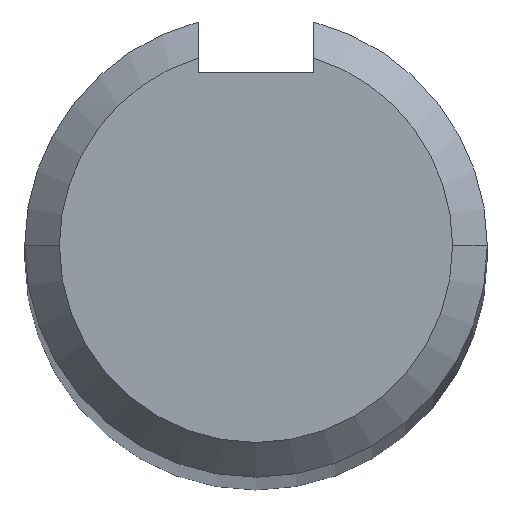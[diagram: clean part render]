
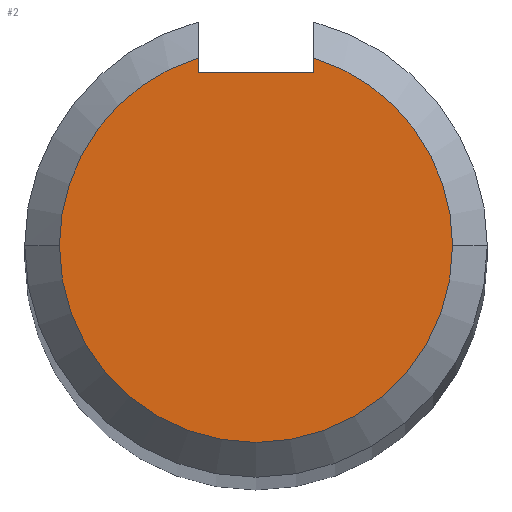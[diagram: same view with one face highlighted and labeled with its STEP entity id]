
A CAD part, top view. The second image highlights one B-rep face of the part: STEP entity #2.
In plain terms, the highlighted planar face has unit normal (0, 0, 1).
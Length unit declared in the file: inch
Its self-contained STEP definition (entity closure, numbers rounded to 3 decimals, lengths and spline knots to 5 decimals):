
#2 = ADVANCED_FACE ( 'NONE', ( #365 ), #302, .T. ) ;
#20 = CARTESIAN_POINT ( 'NONE',  ( 0.04688, 0.15233, 3. ) ) ;
#22 = CARTESIAN_POINT ( 'NONE',  ( 0., 0., 3. ) ) ;
#23 = DIRECTION ( 'NONE',  ( 0., 0., 1. ) ) ;
#24 = DIRECTION ( 'NONE',  ( 1., 0., 0. ) ) ;
#28 = DIRECTION ( 'NONE',  ( 0., 1., 0. ) ) ;
#45 = DIRECTION ( 'NONE',  ( 1., 0., 0. ) ) ;
#46 = CARTESIAN_POINT ( 'NONE',  ( -0.04688, 0.14063, 3. ) ) ;
#53 = DIRECTION ( 'NONE',  ( 0., -1., 0. ) ) ;
#62 = DIRECTION ( 'NONE',  ( 0., 0., 1. ) ) ;
#63 = DIRECTION ( 'NONE',  ( 1., 0., 0. ) ) ;
#81 = CARTESIAN_POINT ( 'NONE',  ( -0.04688, 0.1875, 3. ) ) ;
#86 = VECTOR ( 'NONE', #53, 39.37008 ) ;
#95 = EDGE_CURVE ( 'NONE', #214, #223, #469, .T. ) ;
#98 = EDGE_CURVE ( 'NONE', #216, #169, #463, .T. ) ;
#100 = EDGE_CURVE ( 'NONE', #169, #164, #346, .T. ) ;
#102 = EDGE_CURVE ( 'NONE', #214, #216, #345, .T. ) ;
#110 = EDGE_CURVE ( 'NONE', #219, #164, #263, .T. ) ;
#123 = EDGE_CURVE ( 'NONE', #223, #219, #341, .T. ) ;
#127 = AXIS2_PLACEMENT_3D ( 'NONE', #440, #441, #45 ) ;
#129 = AXIS2_PLACEMENT_3D ( 'NONE', #261, #62, #63 ) ;
#132 = AXIS2_PLACEMENT_3D ( 'NONE', #301, #300, #299 ) ;
#148 = ORIENTED_EDGE ( 'NONE', *, *, #100, .F. ) ;
#154 = EDGE_LOOP ( 'NONE', ( #181, #179, #204, #191, #148, #186 ) ) ;
#164 = VERTEX_POINT ( 'NONE', #20 ) ;
#169 = VERTEX_POINT ( 'NONE', #357 ) ;
#179 = ORIENTED_EDGE ( 'NONE', *, *, #95, .T. ) ;
#181 = ORIENTED_EDGE ( 'NONE', *, *, #102, .F. ) ;
#186 = ORIENTED_EDGE ( 'NONE', *, *, #98, .F. ) ;
#191 = ORIENTED_EDGE ( 'NONE', *, *, #110, .T. ) ;
#202 = VECTOR ( 'NONE', #382, 39.37008 ) ;
#204 = ORIENTED_EDGE ( 'NONE', *, *, #123, .T. ) ;
#214 = VERTEX_POINT ( 'NONE', #358 ) ;
#216 = VERTEX_POINT ( 'NONE', #448 ) ;
#219 = VERTEX_POINT ( 'NONE', #446 ) ;
#223 = VERTEX_POINT ( 'NONE', #443 ) ;
#233 = AXIS2_PLACEMENT_3D ( 'NONE', #22, #23, #24 ) ;
#260 = CARTESIAN_POINT ( 'NONE',  ( 0.04688, 0.1875, 3. ) ) ;
#261 = CARTESIAN_POINT ( 'NONE',  ( 0., 0., 3. ) ) ;
#263 = CIRCLE ( 'NONE', #129, 0.15938 ) ;
#299 = DIRECTION ( 'NONE',  ( 1., 0., 0. ) ) ;
#300 = DIRECTION ( 'NONE',  ( 0., 0., 1. ) ) ;
#301 = CARTESIAN_POINT ( 'NONE',  ( 0., 0., 3. ) ) ;
#302 = PLANE ( 'NONE',  #132 ) ;
#341 = CIRCLE ( 'NONE', #233, 0.15938 ) ;
#345 = LINE ( 'NONE', #81, #86 ) ;
#346 = LINE ( 'NONE', #260, #348 ) ;
#348 = VECTOR ( 'NONE', #28, 39.37008 ) ;
#357 = CARTESIAN_POINT ( 'NONE',  ( 0.04688, 0.14063, 3. ) ) ;
#358 = CARTESIAN_POINT ( 'NONE',  ( -0.04688, 0.15233, 3. ) ) ;
#365 = FACE_OUTER_BOUND ( 'NONE', #154, .T. ) ;
#382 = DIRECTION ( 'NONE',  ( 1., 0., 0. ) ) ;
#440 = CARTESIAN_POINT ( 'NONE',  ( 0., 0., 3. ) ) ;
#441 = DIRECTION ( 'NONE',  ( 0., 0., 1. ) ) ;
#443 = CARTESIAN_POINT ( 'NONE',  ( -0.15938, 0., 3. ) ) ;
#446 = CARTESIAN_POINT ( 'NONE',  ( 0.15938, 0., 3. ) ) ;
#448 = CARTESIAN_POINT ( 'NONE',  ( -0.04688, 0.14063, 3. ) ) ;
#463 = LINE ( 'NONE', #46, #202 ) ;
#469 = CIRCLE ( 'NONE', #127, 0.15938 ) ;
